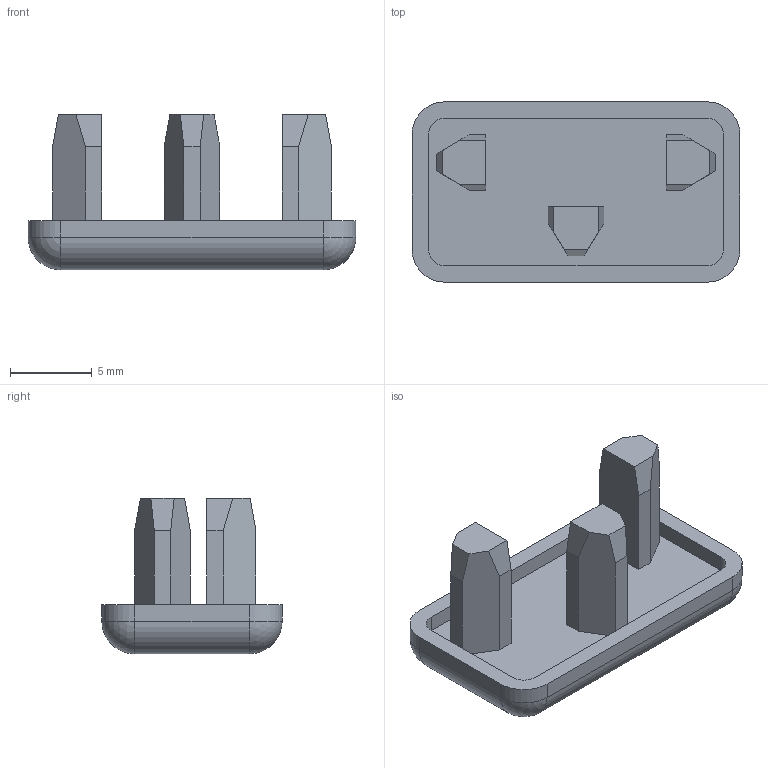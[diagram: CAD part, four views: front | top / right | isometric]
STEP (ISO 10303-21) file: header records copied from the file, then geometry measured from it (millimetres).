
FILE_DESCRIPTION (( 'STEP AP214' ), '1' );
FILE_NAME ('091346.STEP', '2013-09-10T12:42:25', ( '' ), ( '' ), 'SwSTEP 2.0', 'SolidWorks 2012', '' );
FILE_SCHEMA (( 'AUTOMOTIVE_DESIGN' ));
Length unit declared in the file: millimetre
Products named in the file (1): 091346
Bounding box: 20 x 11 x 9.5 mm (x, y, z)
Volume: 612.5 mm3; surface area: 850.5 mm2
Topology: 1 solids, 1 shells, 57 faces, 145 edges, 90 vertices
Faces by surface type: plane 41, cylinder 12, sphere 4
Entity records: 1697 total; most frequent: CARTESIAN_POINT 289, ORIENTED_EDGE 282, DIRECTION 281, EDGE_CURVE 141, LINE 117, VECTOR 117, VERTEX_POINT 90, AXIS2_PLACEMENT_3D 82
